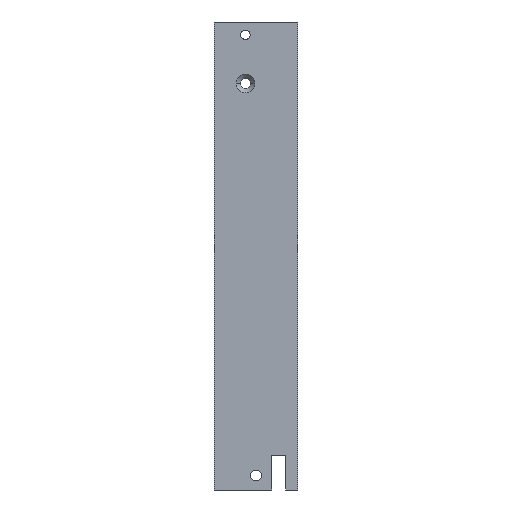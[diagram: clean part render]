
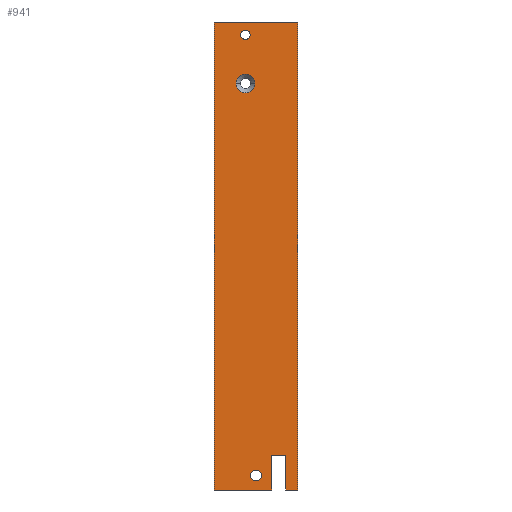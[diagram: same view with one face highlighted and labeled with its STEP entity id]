
A CAD part, front view. The second image highlights one B-rep face of the part: STEP entity #941.
In plain terms, the highlighted planar face has unit normal (0, -1, 0).
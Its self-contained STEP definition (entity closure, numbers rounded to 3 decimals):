
#186=CARTESIAN_POINT('',(10.,0.,-45.));
#187=DIRECTION('',(0.,1.,0.));
#188=DIRECTION('',(-1.,0.,0.));
#189=AXIS2_PLACEMENT_3D('',#186,#187,#188);
#191=CARTESIAN_POINT('',(10.,0.,-45.));
#192=DIRECTION('',(0.,1.,0.));
#193=DIRECTION('',(1.,0.,0.));
#194=AXIS2_PLACEMENT_3D('',#191,#192,#193);
#196=CARTESIAN_POINT('',(7.47,0.,61.25));
#197=DIRECTION('',(0.,-1.,0.));
#198=DIRECTION('',(1.,0.,0.));
#199=AXIS2_PLACEMENT_3D('',#196,#197,#198);
#201=CARTESIAN_POINT('',(7.47,0.,61.25));
#202=DIRECTION('',(0.,-1.,0.));
#203=DIRECTION('',(-1.,0.,0.));
#204=AXIS2_PLACEMENT_3D('',#201,#202,#203);
#206=DIRECTION('',(0.,0.,1.));
#207=VECTOR('',#206,8.2);
#208=CARTESIAN_POINT('',(13.8,0.,-48.5));
#209=LINE('',#208,#207);
#210=DIRECTION('',(1.,0.,0.));
#211=VECTOR('',#210,13.8);
#212=CARTESIAN_POINT('',(0.,0.,-48.5));
#213=LINE('',#212,#211);
#214=DIRECTION('',(0.,0.,1.));
#215=VECTOR('',#214,112.85);
#216=CARTESIAN_POINT('',(0.,0.,-48.5));
#217=LINE('',#216,#215);
#218=DIRECTION('',(1.,0.,0.));
#219=VECTOR('',#218,20.02);
#220=CARTESIAN_POINT('',(0.,0.,64.35));
#221=LINE('',#220,#219);
#222=DIRECTION('',(1.,0.,0.));
#223=VECTOR('',#222,2.82);
#224=CARTESIAN_POINT('',(17.2,0.,-48.5));
#225=LINE('',#224,#223);
#226=DIRECTION('',(0.,0.,1.));
#227=VECTOR('',#226,8.2);
#228=CARTESIAN_POINT('',(17.2,0.,-48.5));
#229=LINE('',#228,#227);
#230=DIRECTION('',(1.,0.,0.));
#231=VECTOR('',#230,3.4);
#232=CARTESIAN_POINT('',(13.8,0.,-40.3));
#233=LINE('',#232,#231);
#242=CARTESIAN_POINT('',(7.47,0.,49.5));
#243=DIRECTION('',(0.,1.,0.));
#244=DIRECTION('',(-1.,0.,0.));
#245=AXIS2_PLACEMENT_3D('',#242,#243,#244);
#260=CARTESIAN_POINT('',(7.47,0.,49.5));
#261=DIRECTION('',(0.,1.,0.));
#262=DIRECTION('',(1.,0.,0.));
#263=AXIS2_PLACEMENT_3D('',#260,#261,#262);
#521=DIRECTION('',(0.,0.,1.));
#522=VECTOR('',#521,112.85);
#523=CARTESIAN_POINT('',(20.02,0.,-48.5));
#524=LINE('',#523,#522);
#549=CARTESIAN_POINT('',(20.02,0.,64.35));
#551=VERTEX_POINT('',#549);
#553=CARTESIAN_POINT('',(0.,0.,64.35));
#554=VERTEX_POINT('',#553);
#575=CARTESIAN_POINT('',(0.,0.,-48.5));
#576=VERTEX_POINT('',#575);
#577=CARTESIAN_POINT('',(8.7,0.,-45.));
#578=CARTESIAN_POINT('',(11.3,0.,-45.));
#579=VERTEX_POINT('',#577);
#580=VERTEX_POINT('',#578);
#585=CARTESIAN_POINT('',(20.02,0.,-48.5));
#587=VERTEX_POINT('',#585);
#593=CARTESIAN_POINT('',(9.72,0.,49.5));
#594=CARTESIAN_POINT('',(5.22,0.,49.5));
#595=VERTEX_POINT('',#593);
#596=VERTEX_POINT('',#594);
#683=CARTESIAN_POINT('',(13.8,0.,-48.5));
#684=CARTESIAN_POINT('',(13.8,0.,-40.3));
#685=VERTEX_POINT('',#683);
#686=VERTEX_POINT('',#684);
#687=CARTESIAN_POINT('',(17.2,0.,-40.3));
#688=VERTEX_POINT('',#687);
#689=CARTESIAN_POINT('',(17.2,0.,-48.5));
#690=VERTEX_POINT('',#689);
#699=CARTESIAN_POINT('',(8.62,0.,61.25));
#700=CARTESIAN_POINT('',(6.32,0.,61.25));
#701=VERTEX_POINT('',#699);
#702=VERTEX_POINT('',#700);
#904=CARTESIAN_POINT('',(0.,0.,-64.35));
#905=DIRECTION('',(0.,-1.,0.));
#906=DIRECTION('',(1.,0.,0.));
#907=AXIS2_PLACEMENT_3D('',#904,#905,#906);
#908=PLANE('',#907);
#909=ORIENTED_EDGE('',*,*,#895,.F.);
#910=ORIENTED_EDGE('',*,*,#833,.F.);
#912=ORIENTED_EDGE('',*,*,#911,.T.);
#913=ORIENTED_EDGE('',*,*,#734,.T.);
#915=ORIENTED_EDGE('',*,*,#914,.F.);
#916=ORIENTED_EDGE('',*,*,#845,.F.);
#918=ORIENTED_EDGE('',*,*,#917,.T.);
#920=ORIENTED_EDGE('',*,*,#919,.F.);
#921=EDGE_LOOP('',(#909,#910,#912,#913,#915,#916,#918,#920));
#922=FACE_OUTER_BOUND('',#921,.F.);
#924=ORIENTED_EDGE('',*,*,#923,.F.);
#926=ORIENTED_EDGE('',*,*,#925,.F.);
#927=EDGE_LOOP('',(#924,#926));
#928=FACE_BOUND('',#927,.F.);
#930=ORIENTED_EDGE('',*,*,#929,.F.);
#932=ORIENTED_EDGE('',*,*,#931,.F.);
#933=EDGE_LOOP('',(#930,#932));
#934=FACE_BOUND('',#933,.F.);
#936=ORIENTED_EDGE('',*,*,#935,.T.);
#938=ORIENTED_EDGE('',*,*,#937,.T.);
#939=EDGE_LOOP('',(#936,#938));
#940=FACE_BOUND('',#939,.F.);
#941=ADVANCED_FACE('',(#922,#928,#934,#940),#908,.T.);
#190=CIRCLE('',#189,1.3);
#195=CIRCLE('',#194,1.3);
#200=CIRCLE('',#199,1.15);
#205=CIRCLE('',#204,1.15);
#246=CIRCLE('',#245,2.25);
#264=CIRCLE('',#263,2.25);
#734=EDGE_CURVE('',#554,#551,#221,.T.);
#833=EDGE_CURVE('',#576,#685,#213,.T.);
#845=EDGE_CURVE('',#690,#587,#225,.T.);
#895=EDGE_CURVE('',#685,#686,#209,.T.);
#911=EDGE_CURVE('',#576,#554,#217,.T.);
#914=EDGE_CURVE('',#587,#551,#524,.T.);
#917=EDGE_CURVE('',#690,#688,#229,.T.);
#919=EDGE_CURVE('',#686,#688,#233,.T.);
#923=EDGE_CURVE('',#579,#580,#190,.T.);
#925=EDGE_CURVE('',#580,#579,#195,.T.);
#929=EDGE_CURVE('',#596,#595,#246,.T.);
#931=EDGE_CURVE('',#595,#596,#264,.T.);
#935=EDGE_CURVE('',#701,#702,#200,.T.);
#937=EDGE_CURVE('',#702,#701,#205,.T.);
